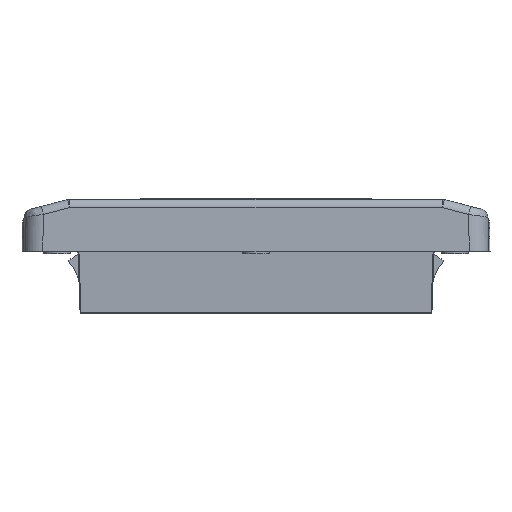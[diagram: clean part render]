
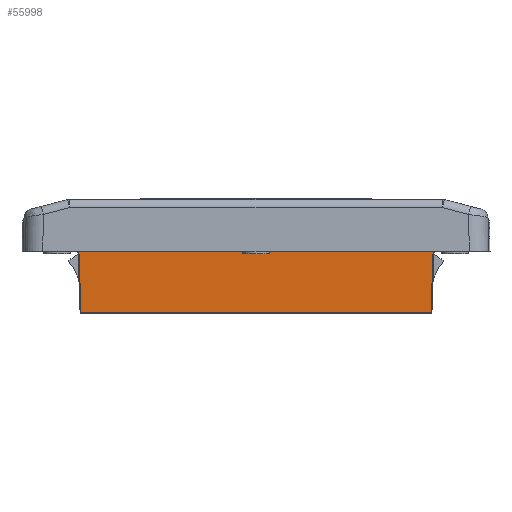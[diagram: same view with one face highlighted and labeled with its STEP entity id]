
A CAD part, front view. The second image highlights one B-rep face of the part: STEP entity #55998.
In plain terms, the highlighted planar face has unit normal (0, -0.999, -0.035).
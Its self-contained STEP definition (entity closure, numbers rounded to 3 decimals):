
#3400=PLANE('',#59688);
#5106=FACE_OUTER_BOUND('',#8558,.T.);
#8558=EDGE_LOOP('',(#38557,#38558,#38559,#38560));
#12195=LINE('',#80441,#17236);
#12384=LINE('',#81149,#17425);
#12385=LINE('',#81153,#17426);
#12386=LINE('',#81154,#17427);
#17236=VECTOR('',#64969,10.);
#17425=VECTOR('',#65230,10.);
#17426=VECTOR('',#65235,10.);
#17427=VECTOR('',#65236,10.);
#24007=VERTEX_POINT('',#80437);
#24008=VERTEX_POINT('',#80439);
#24195=VERTEX_POINT('',#81148);
#24196=VERTEX_POINT('',#81152);
#29426=EDGE_CURVE('',#24008,#24007,#12195,.T.);
#29646=EDGE_CURVE('',#24007,#24195,#12384,.T.);
#29648=EDGE_CURVE('',#24196,#24008,#12385,.T.);
#29649=EDGE_CURVE('',#24195,#24196,#12386,.T.);
#38557=ORIENTED_EDGE('',*,*,#29426,.F.);
#38558=ORIENTED_EDGE('',*,*,#29648,.F.);
#38559=ORIENTED_EDGE('',*,*,#29649,.F.);
#38560=ORIENTED_EDGE('',*,*,#29646,.F.);
#55998=ADVANCED_FACE('',(#5106),#3400,.T.);
#59688=AXIS2_PLACEMENT_3D('',#81151,#65233,#65234);
#64969=DIRECTION('',(-1.,0.,0.));
#65230=DIRECTION('',(-0.035,-0.035,0.999));
#65233=DIRECTION('center_axis',(0.,-0.999,-0.035));
#65234=DIRECTION('ref_axis',(-1.,0.,0.));
#65235=DIRECTION('',(-0.035,0.035,-0.999));
#65236=DIRECTION('',(1.,0.,0.));
#80437=CARTESIAN_POINT('',(-45.536,-45.786,-18.759));
#80439=CARTESIAN_POINT('',(45.536,-45.786,-18.759));
#80441=CARTESIAN_POINT('',(-23.175,-45.786,-18.759));
#81148=CARTESIAN_POINT('',(-46.1,-46.35,-2.6));
#81149=CARTESIAN_POINT('',(-46.044,-46.294,-4.206));
#81151=CARTESIAN_POINT('Origin',(-46.35,-46.35,-2.6));
#81152=CARTESIAN_POINT('',(46.1,-46.35,-2.6));
#81153=CARTESIAN_POINT('',(46.044,-46.294,-4.206));
#81154=CARTESIAN_POINT('',(-23.175,-46.35,-2.6));
